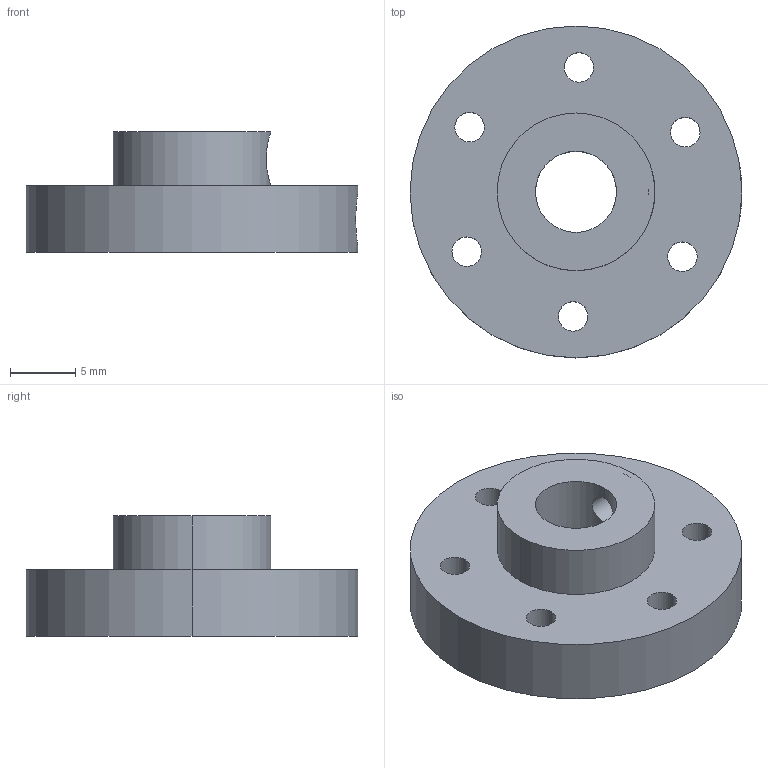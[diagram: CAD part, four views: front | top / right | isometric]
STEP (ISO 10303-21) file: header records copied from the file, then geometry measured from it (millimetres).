
FILE_DESCRIPTION (( 'STEP AP203' ), '1' );
FILE_NAME ('Mounting Hub_Default_sldprt.STEP', '2023-06-09T22:24:33', ( '' ), ( '' ), 'SwSTEP 2.0', 'SolidWorks 2021', '' );
FILE_SCHEMA (( 'CONFIG_CONTROL_DESIGN' ));
Length unit declared in the file: millimetre
Products named in the file (1): Mounting Hub_Default_sldprt
Bounding box: 25.4 x 25.4 x 9.21 mm (x, y, z)
Volume: 2527.4 mm3; surface area: 1977.3 mm2
Topology: 1 solids, 1 shells, 31 faces, 86 edges, 56 vertices
Faces by surface type: cylinder 26, plane 5
Entity records: 1295 total; most frequent: CARTESIAN_POINT 368, DIRECTION 182, ORIENTED_EDGE 172, EDGE_CURVE 86, AXIS2_PLACEMENT_3D 76, VERTEX_POINT 56, EDGE_LOOP 48, CIRCLE 44
